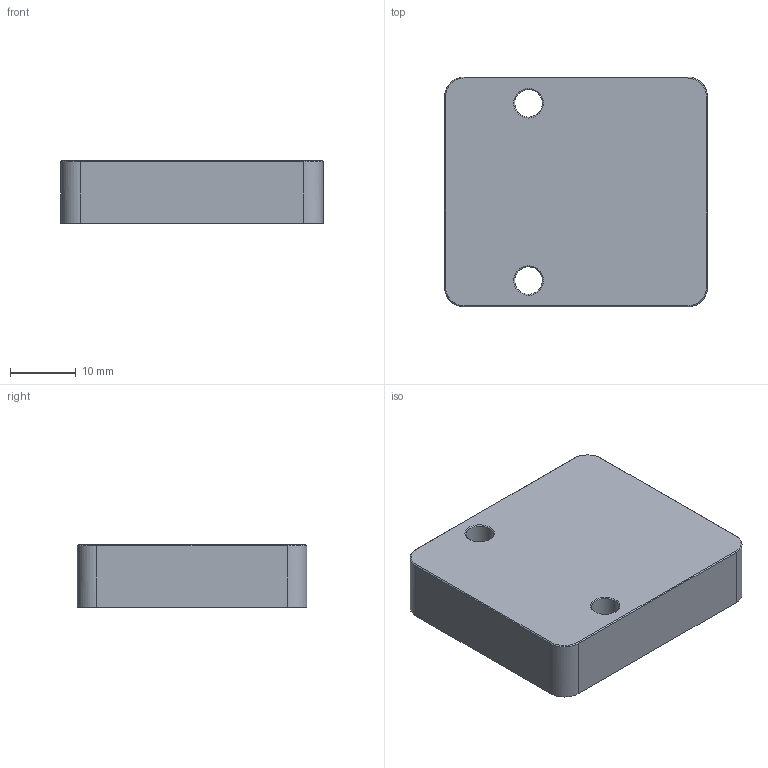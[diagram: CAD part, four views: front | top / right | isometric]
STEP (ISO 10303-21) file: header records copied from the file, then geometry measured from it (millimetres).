
FILE_DESCRIPTION( ('This file contains a STEP AP42 implementation' ,'as created by ZW3D STEP Interface translator.') ,'2;1' );
FILE_NAME( 'PLH3D-6W LaserDock B.stp' ,'181029.101037', (''), ('ZWCAD Software Co.'), 'Version 1.0', 'ZW3D to STEP translator', '' );
FILE_SCHEMA( ('CONFIG_CONTROL_DESIGN') );
Length unit declared in the file: millimetre
Products named in the file (1): 0
Bounding box: 40 x 35 x 9.5 mm (x, y, z)
Volume: 11022.3 mm3; surface area: 8315.7 mm2
Topology: 9 solids, 9 shells, 278 faces, 612 edges, 391 vertices
Faces by surface type: bspline 278
Entity records: 8759 total; most frequent: CARTESIAN_POINT 4627, ORIENTED_EDGE 1224, EDGE_CURVE 612, B_SPLINE_CURVE_WITH_KNOTS 444, VERTEX_POINT 391, EDGE_LOOP 321, FACE_OUTER_BOUND 278, ADVANCED_FACE 278
